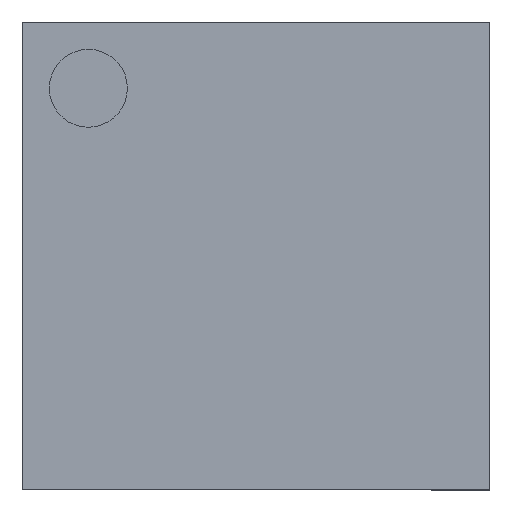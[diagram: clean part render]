
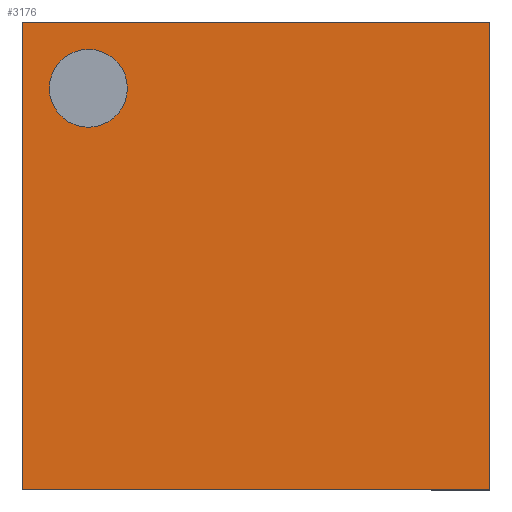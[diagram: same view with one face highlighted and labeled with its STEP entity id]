
A CAD part, top view. The second image highlights one B-rep face of the part: STEP entity #3176.
In plain terms, the highlighted planar face has unit normal (0, 0, 1).
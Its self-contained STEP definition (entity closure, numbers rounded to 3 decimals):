
#1561=CARTESIAN_POINT('',(-0.825,1.075,0.8));
#1562=VERTEX_POINT('',#1561);
#1571=CARTESIAN_POINT('',(-1.325,1.075,0.8));
#1572=VERTEX_POINT('',#1571);
#1573=CARTESIAN_POINT('',(-1.075,1.075,0.8));
#1574=DIRECTION('',(0.0,0.0,-1.0));
#1575=DIRECTION('',(1.0,0.0,0.0));
#1576=AXIS2_PLACEMENT_3D('',#1573,#1574,#1575);
#1577=CIRCLE('',#1576,0.25);
#1578=EDGE_CURVE('',#1572,#1562,#1577,.T.);
#1612=CARTESIAN_POINT('',(-1.075,1.075,0.8));
#1613=DIRECTION('',(0.0,0.0,-1.0));
#1614=DIRECTION('',(1.0,0.0,0.0));
#1615=AXIS2_PLACEMENT_3D('',#1612,#1613,#1614);
#1616=CIRCLE('',#1615,0.25);
#1617=EDGE_CURVE('',#1562,#1572,#1616,.T.);
#1637=CARTESIAN_POINT('',(1.5,1.5,0.8));
#1638=VERTEX_POINT('',#1637);
#1655=CARTESIAN_POINT('',(-1.5,1.5,0.8));
#1656=VERTEX_POINT('',#1655);
#1663=CARTESIAN_POINT('',(1.5,1.5,0.8));
#1664=DIRECTION('',(-1.0,0.0,0.0));
#1665=VECTOR('',#1664,3.0);
#1666=LINE('',#1663,#1665);
#1667=EDGE_CURVE('',#1638,#1656,#1666,.T.);
#2311=CARTESIAN_POINT('',(-1.5,-1.5,0.8));
#2312=VERTEX_POINT('',#2311);
#2319=CARTESIAN_POINT('',(-1.5,1.5,0.8));
#2320=DIRECTION('',(0.0,-1.0,0.0));
#2321=VECTOR('',#2320,3.);
#2322=LINE('',#2319,#2321);
#2323=EDGE_CURVE('',#1656,#2312,#2322,.T.);
#2412=CARTESIAN_POINT('',(1.5,-1.5,0.8));
#2413=VERTEX_POINT('',#2412);
#2420=CARTESIAN_POINT('',(-1.5,-1.5,0.8));
#2421=DIRECTION('',(1.0,0.0,0.0));
#2422=VECTOR('',#2421,3.0);
#2423=LINE('',#2420,#2422);
#2424=EDGE_CURVE('',#2312,#2413,#2423,.T.);
#2867=CARTESIAN_POINT('',(1.5,-1.5,0.8));
#2868=DIRECTION('',(0.0,1.0,0.0));
#2869=VECTOR('',#2868,3.);
#2870=LINE('',#2867,#2869);
#2871=EDGE_CURVE('',#2413,#1638,#2870,.T.);
#3161=CARTESIAN_POINT('',(0.0,0.0,0.8));
#3162=DIRECTION('',(0.0,0.0,1.0));
#3163=DIRECTION('',(0.0,-1.0,0.0));
#3164=AXIS2_PLACEMENT_3D('',#3161,#3162,#3163);
#3165=PLANE('',#3164);
#3166=ORIENTED_EDGE('',*,*,#2424,.T.);
#3167=ORIENTED_EDGE('',*,*,#2871,.T.);
#3168=ORIENTED_EDGE('',*,*,#1667,.T.);
#3169=ORIENTED_EDGE('',*,*,#2323,.T.);
#3170=EDGE_LOOP('',(#3166,#3167,#3168,#3169));
#3171=FACE_OUTER_BOUND('',#3170,.T.);
#3172=ORIENTED_EDGE('',*,*,#1617,.T.);
#3173=ORIENTED_EDGE('',*,*,#1578,.T.);
#3174=EDGE_LOOP('',(#3172,#3173));
#3175=FACE_BOUND('',#3174,.T.);
#3176=ADVANCED_FACE('',(#3171,#3175),#3165,.T.);
